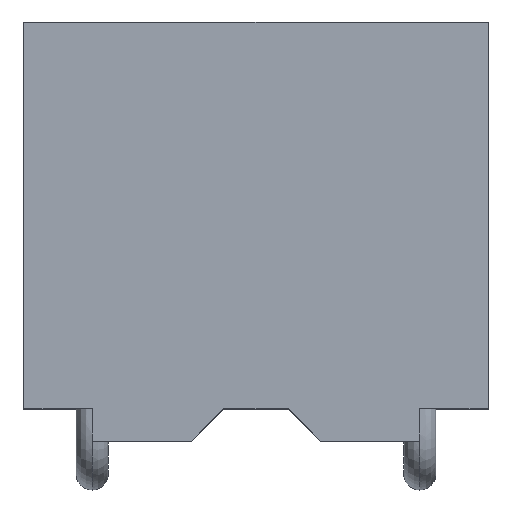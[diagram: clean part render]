
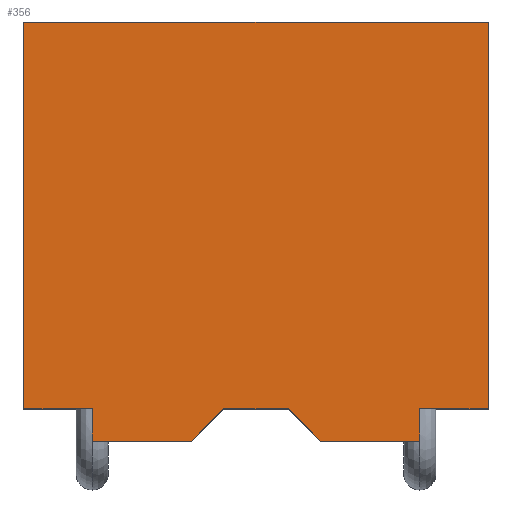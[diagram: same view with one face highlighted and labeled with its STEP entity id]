
A CAD part, top view. The second image highlights one B-rep face of the part: STEP entity #356.
In plain terms, the highlighted planar face has unit normal (0, 0, 1).
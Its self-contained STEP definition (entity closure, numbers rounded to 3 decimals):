
#356=ADVANCED_FACE('',(#390),#1108,.T.);
#390=FACE_OUTER_BOUND('',#424,.T.);
#424=EDGE_LOOP('',(#507,#508,#509,#510,#511,#512,#513,#514,#515,#516,#517,
#518));
#507=ORIENTED_EDGE('',*,*,#687,.T.);
#508=ORIENTED_EDGE('',*,*,#688,.T.);
#509=ORIENTED_EDGE('',*,*,#689,.T.);
#510=ORIENTED_EDGE('',*,*,#690,.T.);
#511=ORIENTED_EDGE('',*,*,#691,.T.);
#512=ORIENTED_EDGE('',*,*,#692,.T.);
#513=ORIENTED_EDGE('',*,*,#693,.T.);
#514=ORIENTED_EDGE('',*,*,#694,.T.);
#515=ORIENTED_EDGE('',*,*,#695,.T.);
#516=ORIENTED_EDGE('',*,*,#696,.T.);
#517=ORIENTED_EDGE('',*,*,#697,.T.);
#518=ORIENTED_EDGE('',*,*,#698,.T.);
#687=EDGE_CURVE('',#1000,#999,#851,.T.);
#688=EDGE_CURVE('',#999,#1001,#852,.T.);
#689=EDGE_CURVE('',#1001,#1002,#853,.T.);
#690=EDGE_CURVE('',#1002,#1003,#854,.T.);
#691=EDGE_CURVE('',#1003,#1004,#855,.T.);
#692=EDGE_CURVE('',#1004,#1005,#856,.T.);
#693=EDGE_CURVE('',#1005,#1006,#857,.T.);
#694=EDGE_CURVE('',#1006,#1007,#858,.T.);
#695=EDGE_CURVE('',#1007,#1008,#859,.T.);
#696=EDGE_CURVE('',#1008,#1009,#860,.T.);
#697=EDGE_CURVE('',#1009,#1010,#861,.T.);
#698=EDGE_CURVE('',#1010,#1000,#862,.T.);
#851=B_SPLINE_CURVE_WITH_KNOTS('',1,(#1405,#1406),.UNSPECIFIED.,.F.,.F.,
(2,2),(0.,6.),.UNSPECIFIED.);
#852=B_SPLINE_CURVE_WITH_KNOTS('',1,(#1407,#1408),.UNSPECIFIED.,.F.,.F.,
(2,2),(6.,8.715),.UNSPECIFIED.);
#853=B_SPLINE_CURVE_WITH_KNOTS('',1,(#1409,#1410),.UNSPECIFIED.,.F.,.F.,
(2,2),(8.715,9.215),.UNSPECIFIED.);
#854=B_SPLINE_CURVE_WITH_KNOTS('',1,(#1411,#1412),.UNSPECIFIED.,.F.,.F.,
(2,2),(9.215,10.755),.UNSPECIFIED.);
#855=B_SPLINE_CURVE_WITH_KNOTS('',1,(#1413,#1414),.UNSPECIFIED.,.F.,.F.,
(2,2),(10.755,11.505),.UNSPECIFIED.);
#856=B_SPLINE_CURVE_WITH_KNOTS('',1,(#1415,#1416),.UNSPECIFIED.,.F.,.F.,
(2,2),(11.505,13.968),.UNSPECIFIED.);
#857=B_SPLINE_CURVE_WITH_KNOTS('',1,(#1417,#1418),.UNSPECIFIED.,.F.,.F.,
(2,2),(13.968,14.675),.UNSPECIFIED.);
#858=B_SPLINE_CURVE_WITH_KNOTS('',1,(#1419,#1420),.UNSPECIFIED.,.F.,.F.,
(2,2),(14.675,17.611),.UNSPECIFIED.);
#859=B_SPLINE_CURVE_WITH_KNOTS('',1,(#1421,#1422),.UNSPECIFIED.,.F.,.F.,
(2,2),(17.611,18.111),.UNSPECIFIED.);
#860=B_SPLINE_CURVE_WITH_KNOTS('',1,(#1423,#1424),.UNSPECIFIED.,.F.,.F.,
(2,2),(18.111,20.826),.UNSPECIFIED.);
#861=B_SPLINE_CURVE_WITH_KNOTS('',1,(#1425,#1426),.UNSPECIFIED.,.F.,.F.,
(2,2),(20.826,26.826),.UNSPECIFIED.);
#862=B_SPLINE_CURVE_WITH_KNOTS('',1,(#1427,#1428),.UNSPECIFIED.,.F.,.F.,
(2,2),(26.826,34.026),.UNSPECIFIED.);
#999=VERTEX_POINT('',#1393);
#1000=VERTEX_POINT('',#1394);
#1001=VERTEX_POINT('',#1395);
#1002=VERTEX_POINT('',#1396);
#1003=VERTEX_POINT('',#1397);
#1004=VERTEX_POINT('',#1398);
#1005=VERTEX_POINT('',#1399);
#1006=VERTEX_POINT('',#1400);
#1007=VERTEX_POINT('',#1401);
#1008=VERTEX_POINT('',#1402);
#1009=VERTEX_POINT('',#1403);
#1010=VERTEX_POINT('',#1404);
#1108=PLANE('',#1154);
#1154=AXIS2_PLACEMENT_3D('',#1392,#1183,$);
#1183=DIRECTION('',(0.,0.,1.));
#1392=CARTESIAN_POINT('',(-4.5,-0.313,2.53));
#1393=CARTESIAN_POINT('',(-3.6,1.,2.53));
#1394=CARTESIAN_POINT('',(-3.6,7.,2.53));
#1395=CARTESIAN_POINT('',(-2.54,1.,2.53));
#1396=CARTESIAN_POINT('',(-2.54,0.5,2.53));
#1397=CARTESIAN_POINT('',(-1.,0.5,2.53));
#1398=CARTESIAN_POINT('',(-0.5,1.,2.53));
#1399=CARTESIAN_POINT('',(0.5,1.,2.53));
#1400=CARTESIAN_POINT('',(1.,0.5,2.53));
#1401=CARTESIAN_POINT('',(2.54,0.5,2.53));
#1402=CARTESIAN_POINT('',(2.54,1.,2.53));
#1403=CARTESIAN_POINT('',(3.6,1.,2.53));
#1404=CARTESIAN_POINT('',(3.6,7.,2.53));
#1405=CARTESIAN_POINT('',(-3.6,7.,2.53));
#1406=CARTESIAN_POINT('',(-3.6,1.,2.53));
#1407=CARTESIAN_POINT('',(-3.6,1.,2.53));
#1408=CARTESIAN_POINT('',(-2.54,1.,2.53));
#1409=CARTESIAN_POINT('',(-2.54,1.,2.53));
#1410=CARTESIAN_POINT('',(-2.54,0.5,2.53));
#1411=CARTESIAN_POINT('',(-2.54,0.5,2.53));
#1412=CARTESIAN_POINT('',(-1.,0.5,2.53));
#1413=CARTESIAN_POINT('',(-1.,0.5,2.53));
#1414=CARTESIAN_POINT('',(-0.5,1.,2.53));
#1415=CARTESIAN_POINT('',(-0.5,1.,2.53));
#1416=CARTESIAN_POINT('',(0.5,1.,2.53));
#1417=CARTESIAN_POINT('',(0.5,1.,2.53));
#1418=CARTESIAN_POINT('',(1.,0.5,2.53));
#1419=CARTESIAN_POINT('',(1.,0.5,2.53));
#1420=CARTESIAN_POINT('',(2.54,0.5,2.53));
#1421=CARTESIAN_POINT('',(2.54,0.5,2.53));
#1422=CARTESIAN_POINT('',(2.54,1.,2.53));
#1423=CARTESIAN_POINT('',(2.54,1.,2.53));
#1424=CARTESIAN_POINT('',(3.6,1.,2.53));
#1425=CARTESIAN_POINT('',(3.6,1.,2.53));
#1426=CARTESIAN_POINT('',(3.6,7.,2.53));
#1427=CARTESIAN_POINT('',(3.6,7.,2.53));
#1428=CARTESIAN_POINT('',(-3.6,7.,2.53));
